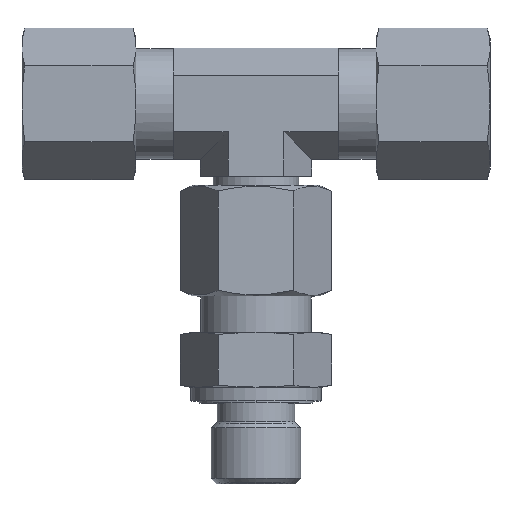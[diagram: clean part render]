
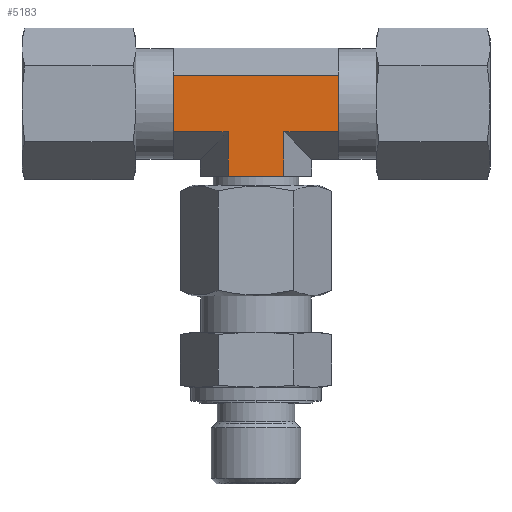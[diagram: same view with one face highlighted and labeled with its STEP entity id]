
A CAD part, top view. The second image highlights one B-rep face of the part: STEP entity #5183.
In plain terms, the highlighted planar face has unit normal (0, 0, 1).
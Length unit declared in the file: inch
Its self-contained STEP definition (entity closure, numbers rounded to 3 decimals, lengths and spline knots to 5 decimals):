
#1226=DIRECTION('',(1.,0.,0.));
#1227=VECTOR('',#1226,0.94488);
#1228=CARTESIAN_POINT('',(-0.47244,0.15911,
0.27559));
#1229=LINE('',#1228,#1227);
#1239=DIRECTION('',(0.,-1.,0.));
#1240=VECTOR('',#1239,0.00663);
#1241=CARTESIAN_POINT('',(0.47244,0.15911,
0.27559));
#1242=LINE('',#1241,#1240);
#1247=DIRECTION('',(0.,1.,0.));
#1248=VECTOR('',#1247,0.25427);
#1249=CARTESIAN_POINT('',(0.15911,-0.41339,
0.27559));
#1250=LINE('',#1249,#1248);
#1251=DIRECTION('',(0.,1.,0.));
#1252=VECTOR('',#1251,0.25427);
#1253=CARTESIAN_POINT('',(-0.15911,-0.41339,
0.27559));
#1254=LINE('',#1253,#1252);
#1259=DIRECTION('',(-1.,0.,0.));
#1260=VECTOR('',#1259,0.31333);
#1261=CARTESIAN_POINT('',(-0.15911,-0.15911,
0.27559));
#1262=LINE('',#1261,#1260);
#1275=DIRECTION('',(-1.,0.,0.));
#1276=VECTOR('',#1275,0.31822);
#1277=CARTESIAN_POINT('',(0.15911,-0.41339,
0.27559));
#1278=LINE('',#1277,#1276);
#1317=DIRECTION('',(-1.,0.,0.));
#1318=VECTOR('',#1317,0.31333);
#1319=CARTESIAN_POINT('',(0.47244,-0.15911,
0.27559));
#1320=LINE('',#1319,#1318);
#1330=DIRECTION('',(0.,-1.,0.));
#1331=VECTOR('',#1330,0.00663);
#1332=CARTESIAN_POINT('',(0.47244,-0.15248,
0.27559));
#1333=LINE('',#1332,#1331);
#1478=DIRECTION('',(0.,1.,0.));
#1479=VECTOR('',#1478,0.00663);
#1480=CARTESIAN_POINT('',(-0.47244,0.15248,
0.27559));
#1481=LINE('',#1480,#1479);
#1482=DIRECTION('',(0.,1.,0.));
#1483=VECTOR('',#1482,0.30496);
#1484=CARTESIAN_POINT('',(-0.47244,-0.15248,
0.27559));
#1485=LINE('',#1484,#1483);
#1496=DIRECTION('',(0.,1.,0.));
#1497=VECTOR('',#1496,0.00663);
#1498=CARTESIAN_POINT('',(-0.47244,-0.15911,
0.27559));
#1499=LINE('',#1498,#1497);
#2784=DIRECTION('',(0.,-1.,0.));
#2785=VECTOR('',#2784,0.30496);
#2786=CARTESIAN_POINT('',(0.47244,0.15248,
0.27559));
#2787=LINE('',#2786,#2785);
#2864=CARTESIAN_POINT('',(-0.47244,-0.15248,
0.27559));
#2865=CARTESIAN_POINT('',(-0.47244,0.15248,
0.27559));
#2866=VERTEX_POINT('',#2864);
#2867=VERTEX_POINT('',#2865);
#2888=CARTESIAN_POINT('',(-0.47244,0.15911,
0.27559));
#2889=VERTEX_POINT('',#2888);
#2890=CARTESIAN_POINT('',(-0.47244,-0.15911,
0.27559));
#2891=VERTEX_POINT('',#2890);
#2900=CARTESIAN_POINT('',(0.47244,0.15248,
0.27559));
#2901=CARTESIAN_POINT('',(0.47244,-0.15248,
0.27559));
#2902=VERTEX_POINT('',#2900);
#2903=VERTEX_POINT('',#2901);
#2924=CARTESIAN_POINT('',(0.47244,-0.15911,
0.27559));
#2925=VERTEX_POINT('',#2924);
#2926=CARTESIAN_POINT('',(0.47244,0.15911,
0.27559));
#2927=VERTEX_POINT('',#2926);
#2940=CARTESIAN_POINT('',(0.15911,-0.15911,
0.27559));
#2941=VERTEX_POINT('',#2940);
#2942=CARTESIAN_POINT('',(-0.15911,-0.15911,
0.27559));
#2943=VERTEX_POINT('',#2942);
#2950=CARTESIAN_POINT('',(0.15911,-0.41339,
0.27559));
#2951=VERTEX_POINT('',#2950);
#2952=CARTESIAN_POINT('',(-0.15911,-0.41339,
0.27559));
#2953=VERTEX_POINT('',#2952);
#5154=CARTESIAN_POINT('',(0.057,0.,
0.27559));
#5155=DIRECTION('',(0.,0.,1.));
#5156=DIRECTION('',(1.,0.,0.));
#5157=AXIS2_PLACEMENT_3D('',#5154,#5155,#5156);
#5158=PLANE('',#5157);
#5160=ORIENTED_EDGE('',*,*,#5159,.T.);
#5162=ORIENTED_EDGE('',*,*,#5161,.T.);
#5164=ORIENTED_EDGE('',*,*,#5163,.T.);
#5166=ORIENTED_EDGE('',*,*,#5165,.T.);
#5168=ORIENTED_EDGE('',*,*,#5167,.T.);
#5169=ORIENTED_EDGE('',*,*,#5112,.T.);
#5170=ORIENTED_EDGE('',*,*,#5141,.T.);
#5172=ORIENTED_EDGE('',*,*,#5171,.T.);
#5174=ORIENTED_EDGE('',*,*,#5173,.T.);
#5176=ORIENTED_EDGE('',*,*,#5175,.T.);
#5178=ORIENTED_EDGE('',*,*,#5177,.F.);
#5180=ORIENTED_EDGE('',*,*,#5179,.T.);
#5181=EDGE_LOOP('',(#5160,#5162,#5164,#5166,#5168,#5169,#5170,#5172,#5174,#5176,
#5178,#5180));
#5182=FACE_OUTER_BOUND('',#5181,.F.);
#5183=ADVANCED_FACE('',(#5182),#5158,.T.);
#5112=EDGE_CURVE('',#2889,#2927,#1229,.T.);
#5141=EDGE_CURVE('',#2927,#2902,#1242,.T.);
#5159=EDGE_CURVE('',#2953,#2943,#1254,.T.);
#5161=EDGE_CURVE('',#2943,#2891,#1262,.T.);
#5163=EDGE_CURVE('',#2891,#2866,#1499,.T.);
#5165=EDGE_CURVE('',#2866,#2867,#1485,.T.);
#5167=EDGE_CURVE('',#2867,#2889,#1481,.T.);
#5171=EDGE_CURVE('',#2902,#2903,#2787,.T.);
#5173=EDGE_CURVE('',#2903,#2925,#1333,.T.);
#5175=EDGE_CURVE('',#2925,#2941,#1320,.T.);
#5177=EDGE_CURVE('',#2951,#2941,#1250,.T.);
#5179=EDGE_CURVE('',#2951,#2953,#1278,.T.);
